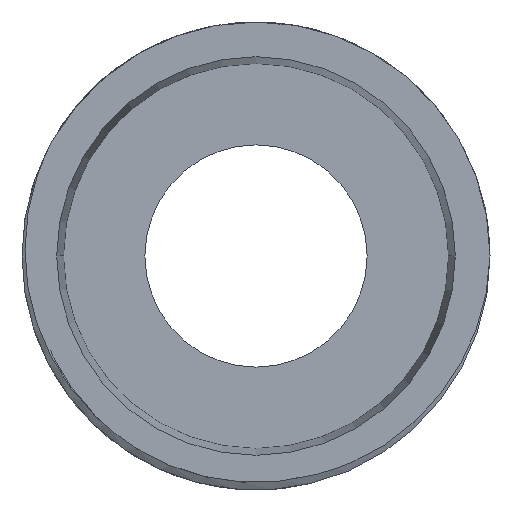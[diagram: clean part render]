
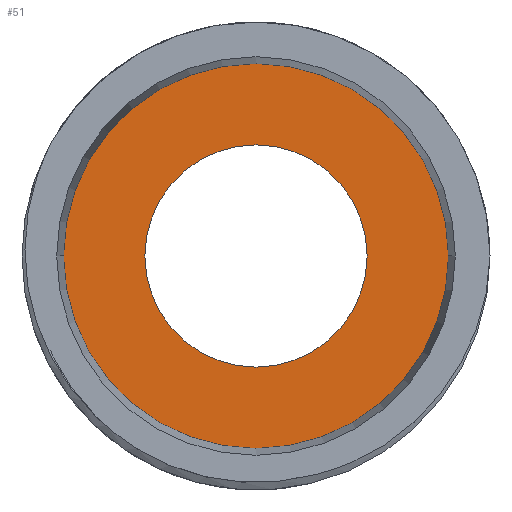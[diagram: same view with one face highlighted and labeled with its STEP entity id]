
A CAD part, left-side view. The second image highlights one B-rep face of the part: STEP entity #51.
In plain terms, the highlighted planar face has unit normal (-1, 0, 0).
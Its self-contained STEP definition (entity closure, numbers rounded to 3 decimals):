
#15 = EDGE_CURVE ( 'NONE', #1446, #719, #307, .T. ) ;
#33 = CARTESIAN_POINT ( 'NONE',  ( -12.326, 0., 0. ) ) ;
#34 = DIRECTION ( 'NONE',  ( -1., 0., 0. ) ) ;
#51 = ADVANCED_FACE ( 'NONE', ( #609, #1080 ), #1660, .F. ) ;
#67 = DIRECTION ( 'NONE',  ( -1., 0., 0. ) ) ;
#81 = EDGE_CURVE ( 'NONE', #1684, #1169, #1207, .T. ) ;
#136 = DIRECTION ( 'NONE',  ( 0., -1., 0. ) ) ;
#226 = ORIENTED_EDGE ( 'NONE', *, *, #294, .T. ) ;
#294 = EDGE_CURVE ( 'NONE', #1169, #1684, #788, .T. ) ;
#307 = CIRCLE ( 'NONE', #405, 8. ) ;
#346 = CARTESIAN_POINT ( 'NONE',  ( -12.326, -8., 0. ) ) ;
#389 = DIRECTION ( 'NONE',  ( 0., -1., 0. ) ) ;
#405 = AXIS2_PLACEMENT_3D ( 'NONE', #589, #1201, #389 ) ;
#432 = DIRECTION ( 'NONE',  ( 1., 0., 0. ) ) ;
#522 = ORIENTED_EDGE ( 'NONE', *, *, #81, .T. ) ;
#563 = AXIS2_PLACEMENT_3D ( 'NONE', #33, #600, #136 ) ;
#589 = CARTESIAN_POINT ( 'NONE',  ( -12.326, 0., 0. ) ) ;
#600 = DIRECTION ( 'NONE',  ( -1., 0., 0. ) ) ;
#609 = FACE_BOUND ( 'NONE', #1932, .T. ) ;
#638 = DIRECTION ( 'NONE',  ( 0., -1., 0. ) ) ;
#719 = VERTEX_POINT ( 'NONE', #1549 ) ;
#788 = CIRCLE ( 'NONE', #1373, 13.858 ) ;
#902 = CARTESIAN_POINT ( 'NONE',  ( -12.326, 8., 0. ) ) ;
#1074 = AXIS2_PLACEMENT_3D ( 'NONE', #1692, #34, #638 ) ;
#1080 = FACE_OUTER_BOUND ( 'NONE', #1301, .T. ) ;
#1110 = CIRCLE ( 'NONE', #1074, 8. ) ;
#1113 = AXIS2_PLACEMENT_3D ( 'NONE', #902, #432, #1701 ) ;
#1169 = VERTEX_POINT ( 'NONE', #1371 ) ;
#1193 = CARTESIAN_POINT ( 'NONE',  ( -12.326, -13.858, 0. ) ) ;
#1201 = DIRECTION ( 'NONE',  ( -1., 0., 0. ) ) ;
#1207 = CIRCLE ( 'NONE', #563, 13.858 ) ;
#1270 = DIRECTION ( 'NONE',  ( 0., -1., 0. ) ) ;
#1275 = ORIENTED_EDGE ( 'NONE', *, *, #1875, .F. ) ;
#1301 = EDGE_LOOP ( 'NONE', ( #522, #226 ) ) ;
#1371 = CARTESIAN_POINT ( 'NONE',  ( -12.326, 13.858, 0. ) ) ;
#1373 = AXIS2_PLACEMENT_3D ( 'NONE', #1753, #67, #1270 ) ;
#1446 = VERTEX_POINT ( 'NONE', #346 ) ;
#1451 = ORIENTED_EDGE ( 'NONE', *, *, #15, .F. ) ;
#1549 = CARTESIAN_POINT ( 'NONE',  ( -12.326, 8., 0. ) ) ;
#1660 = PLANE ( 'NONE',  #1113 ) ;
#1684 = VERTEX_POINT ( 'NONE', #1193 ) ;
#1692 = CARTESIAN_POINT ( 'NONE',  ( -12.326, 0., 0. ) ) ;
#1701 = DIRECTION ( 'NONE',  ( 0., 1., 0. ) ) ;
#1753 = CARTESIAN_POINT ( 'NONE',  ( -12.326, 0., 0. ) ) ;
#1875 = EDGE_CURVE ( 'NONE', #719, #1446, #1110, .T. ) ;
#1932 = EDGE_LOOP ( 'NONE', ( #1451, #1275 ) ) ;
